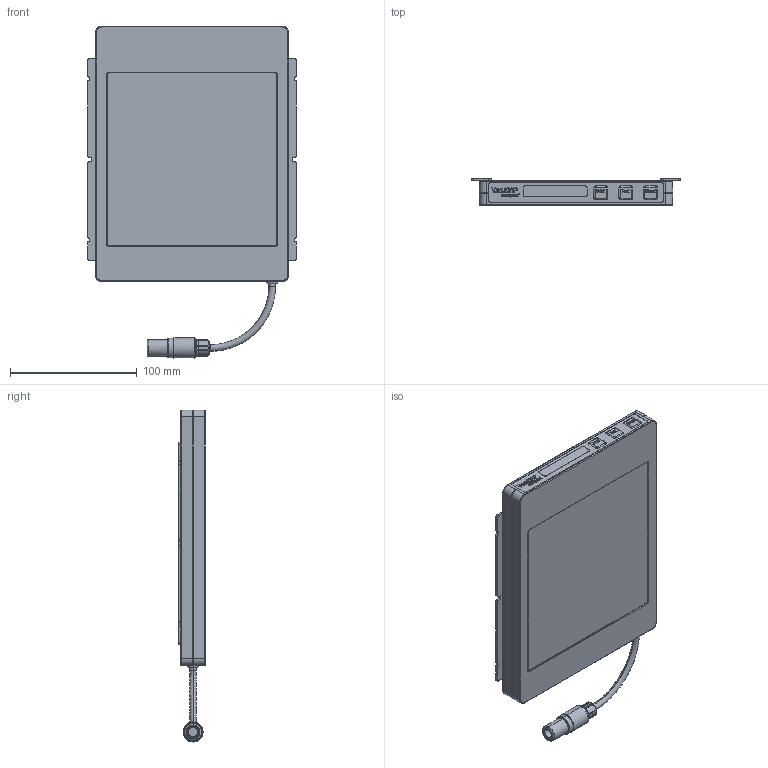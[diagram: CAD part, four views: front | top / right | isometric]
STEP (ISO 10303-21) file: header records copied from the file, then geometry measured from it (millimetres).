
FILE_DESCRIPTION(('FreeCAD Model'),'2;1');
FILE_NAME('Open CASCADE Shape Model','2025-04-29T08:00:41',('FreeCAD'),( 'FreeCAD'),'Open CASCADE STEP processor 7.6','FreeCAD','Unknown');
FILE_SCHEMA(('AUTOMOTIVE_DESIGN { 1 0 10303 214 1 1 1 1 }'));
Products named in the file (1): Open CASCADE STEP translator 7.6 1
Bounding box: 164.76 x 21.28 x 262.21 mm (x, y, z)
Surface area: 112101.3 mm2 (no closed solid volume)
Topology: 0 solids, 772 shells, 772 faces, 9218 edges, 9206 vertices
Faces by surface type: bspline 772
Entity records: 90422 total; most frequent: CARTESIAN_POINT 49559, ORIENTED_EDGE 9206, EDGE_CURVE 9206, VERTEX_POINT 9206, B_SPLINE_CURVE_WITH_KNOTS 8670, FACE_BOUND 852, EDGE_LOOP 852, SHELL_BASED_SURFACE_MODEL 772
